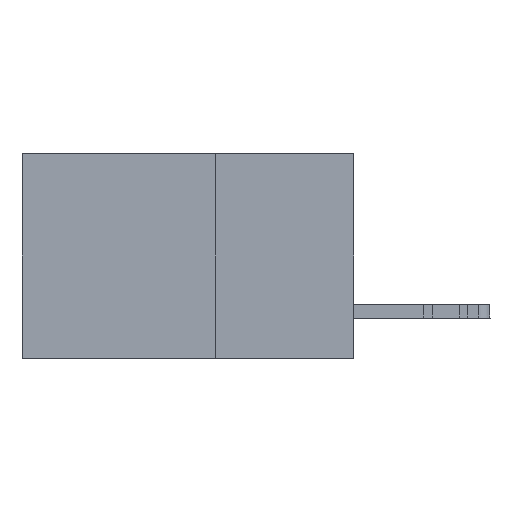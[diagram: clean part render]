
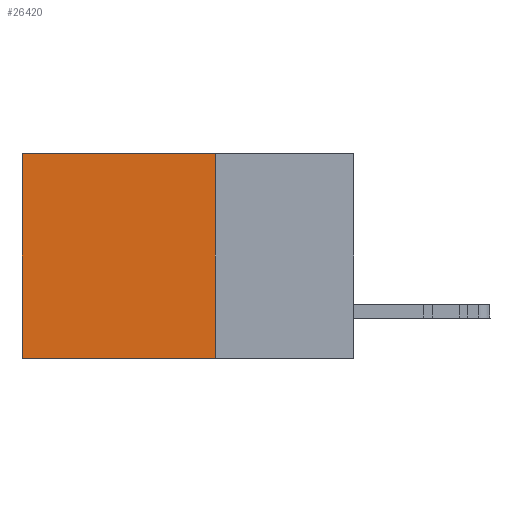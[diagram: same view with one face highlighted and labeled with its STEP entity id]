
A CAD part, left-side view. The second image highlights one B-rep face of the part: STEP entity #26420.
In plain terms, the highlighted planar face has unit normal (-1, 0, 0).
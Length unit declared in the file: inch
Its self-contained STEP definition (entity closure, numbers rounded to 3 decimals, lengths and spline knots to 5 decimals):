
#1035 = CARTESIAN_POINT ( 'NONE',  ( 0.2875, 0.25, 0. ) ) ;
#2106 = DIRECTION ( 'NONE',  ( 0., 1., 0. ) ) ;
#2905 = DIRECTION ( 'NONE',  ( 0., 0., -1. ) ) ;
#2957 = EDGE_LOOP ( 'NONE', ( #11490, #4094, #32424, #40952 ) ) ;
#3143 = CARTESIAN_POINT ( 'NONE',  ( 0.2875, 0.25, 0. ) ) ;
#4094 = ORIENTED_EDGE ( 'NONE', *, *, #30751, .F. ) ;
#8766 = CARTESIAN_POINT ( 'NONE',  ( 0.2875, 0.6, -0.37 ) ) ;
#9188 = DIRECTION ( 'NONE',  ( 1., 0., 0. ) ) ;
#11490 = ORIENTED_EDGE ( 'NONE', *, *, #32425, .T. ) ;
#12748 = VECTOR ( 'NONE', #2106, 39.37008 ) ;
#12894 = LINE ( 'NONE', #1035, #21405 ) ;
#13185 = VERTEX_POINT ( 'NONE', #15268 ) ;
#15268 = CARTESIAN_POINT ( 'NONE',  ( 0.2875, 0.25, -0.37 ) ) ;
#18695 = EDGE_CURVE ( 'NONE', #31687, #13185, #12894, .T. ) ;
#18728 = CARTESIAN_POINT ( 'NONE',  ( 0.2875, 0.25, 0. ) ) ;
#18896 = AXIS2_PLACEMENT_3D ( 'NONE', #31857, #9188, #2905 ) ;
#20743 = VECTOR ( 'NONE', #32911, 39.37008 ) ;
#21405 = VECTOR ( 'NONE', #24640, 39.37008 ) ;
#23003 = FACE_OUTER_BOUND ( 'NONE', #2957, .T. ) ;
#24640 = DIRECTION ( 'NONE',  ( 0., 0., -1. ) ) ;
#25000 = DIRECTION ( 'NONE',  ( 0., 1., 0. ) ) ;
#26025 = VERTEX_POINT ( 'NONE', #8766 ) ;
#26420 = ADVANCED_FACE ( 'NONE', ( #23003 ), #37962, .F. ) ;
#28375 = VECTOR ( 'NONE', #25000, 39.37008 ) ;
#29499 = VERTEX_POINT ( 'NONE', #34980 ) ;
#30751 = EDGE_CURVE ( 'NONE', #13185, #26025, #33280, .T. ) ;
#31374 = EDGE_CURVE ( 'NONE', #31687, #29499, #40396, .T. ) ;
#31687 = VERTEX_POINT ( 'NONE', #3143 ) ;
#31857 = CARTESIAN_POINT ( 'NONE',  ( 0.2875, 0.25, 0. ) ) ;
#32424 = ORIENTED_EDGE ( 'NONE', *, *, #18695, .F. ) ;
#32425 = EDGE_CURVE ( 'NONE', #29499, #26025, #39788, .T. ) ;
#32911 = DIRECTION ( 'NONE',  ( 0., 0., -1. ) ) ;
#33280 = LINE ( 'NONE', #34126, #12748 ) ;
#34126 = CARTESIAN_POINT ( 'NONE',  ( 0.2875, 0.25, -0.37 ) ) ;
#34980 = CARTESIAN_POINT ( 'NONE',  ( 0.2875, 0.6, 0. ) ) ;
#37962 = PLANE ( 'NONE',  #18896 ) ;
#39788 = LINE ( 'NONE', #40647, #20743 ) ;
#40396 = LINE ( 'NONE', #18728, #28375 ) ;
#40647 = CARTESIAN_POINT ( 'NONE',  ( 0.2875, 0.6, 0. ) ) ;
#40952 = ORIENTED_EDGE ( 'NONE', *, *, #31374, .T. ) ;
